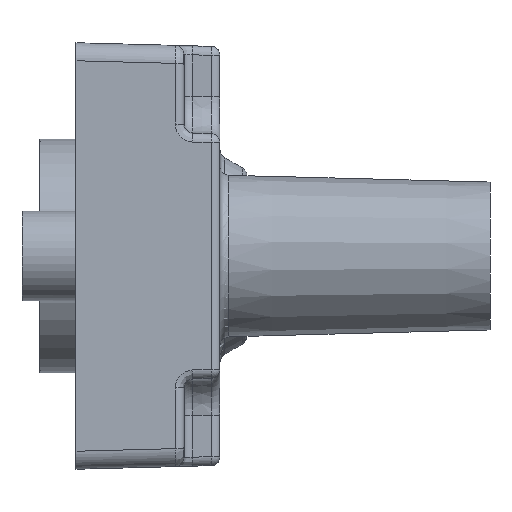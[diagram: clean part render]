
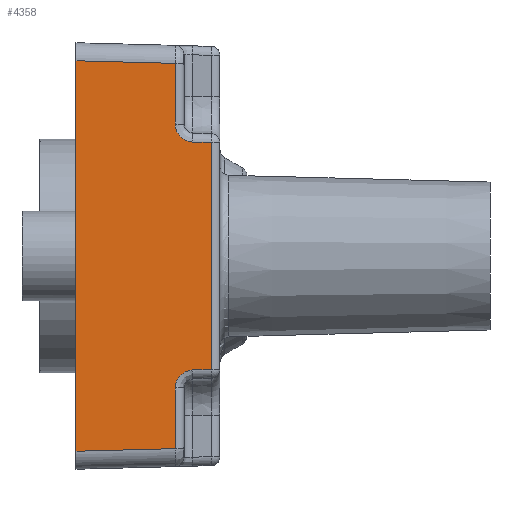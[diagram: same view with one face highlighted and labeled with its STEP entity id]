
A CAD part, left-side view. The second image highlights one B-rep face of the part: STEP entity #4358.
In plain terms, the highlighted planar face has unit normal (-1, -0.026, 0).
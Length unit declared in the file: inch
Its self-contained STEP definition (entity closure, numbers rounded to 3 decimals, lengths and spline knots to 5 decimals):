
#138=PLANE('',#4824);
#461=LINE('',#8326,#775);
#462=LINE('',#8331,#776);
#465=LINE('',#8338,#779);
#469=LINE('',#8343,#783);
#470=LINE('',#8347,#784);
#472=LINE('',#8402,#786);
#475=LINE('',#8409,#789);
#504=LINE('',#8477,#818);
#775=VECTOR('',#5862,39.37008);
#776=VECTOR('',#5867,39.37008);
#779=VECTOR('',#5874,39.37008);
#783=VECTOR('',#5880,39.37008);
#784=VECTOR('',#5885,39.37008);
#786=VECTOR('',#5891,39.37008);
#789=VECTOR('',#5900,39.37008);
#818=VECTOR('',#5977,39.37008);
#917=B_SPLINE_CURVE_WITH_KNOTS('',3,(#8315,#8316,#8317,#8318,#8319,#8320,
#8321,#8322,#8323,#8324),.UNSPECIFIED.,.F.,.F.,(4,2,2,2,4),(0.,0.25,0.5,
0.75,1.),.UNSPECIFIED.);
#918=B_SPLINE_CURVE_WITH_KNOTS('',3,(#8390,#8391,#8392,#8393,#8394,#8395,
#8396,#8397,#8398,#8399),.UNSPECIFIED.,.F.,.F.,(4,2,2,2,4),(0.,0.25,0.5,
0.75,1.),.UNSPECIFIED.);
#1123=FACE_OUTER_BOUND('',#1371,.T.);
#1371=EDGE_LOOP('',(#3718,#3719,#3720,#3721,#3722,#3723,#3724,#3725,#3726,
#3727));
#1678=VERTEX_POINT('',#6168);
#1681=VERTEX_POINT('',#6175);
#1962=VERTEX_POINT('',#7636);
#1972=VERTEX_POINT('',#7754);
#2011=VERTEX_POINT('',#8310);
#2012=VERTEX_POINT('',#8313);
#2013=VERTEX_POINT('',#8328);
#2016=VERTEX_POINT('',#8336);
#2017=VERTEX_POINT('',#8345);
#2018=VERTEX_POINT('',#8388);
#2561=EDGE_CURVE('',#2011,#2012,#917,.T.);
#2562=EDGE_CURVE('',#2012,#1962,#461,.T.);
#2564=EDGE_CURVE('',#1962,#2013,#462,.T.);
#2568=EDGE_CURVE('',#2013,#2016,#465,.T.);
#2572=EDGE_CURVE('',#2016,#1972,#469,.T.);
#2574=EDGE_CURVE('',#1972,#2017,#470,.T.);
#2576=EDGE_CURVE('',#2017,#2018,#918,.T.);
#2578=EDGE_CURVE('',#2018,#1681,#472,.T.);
#2582=EDGE_CURVE('',#1678,#2011,#475,.T.);
#2616=EDGE_CURVE('',#1678,#1681,#504,.T.);
#3718=ORIENTED_EDGE('',*,*,#2578,.T.);
#3719=ORIENTED_EDGE('',*,*,#2616,.F.);
#3720=ORIENTED_EDGE('',*,*,#2582,.T.);
#3721=ORIENTED_EDGE('',*,*,#2561,.T.);
#3722=ORIENTED_EDGE('',*,*,#2562,.T.);
#3723=ORIENTED_EDGE('',*,*,#2564,.T.);
#3724=ORIENTED_EDGE('',*,*,#2568,.T.);
#3725=ORIENTED_EDGE('',*,*,#2572,.T.);
#3726=ORIENTED_EDGE('',*,*,#2574,.T.);
#3727=ORIENTED_EDGE('',*,*,#2576,.T.);
#4358=ADVANCED_FACE('',(#1123),#138,.T.);
#4824=AXIS2_PLACEMENT_3D('',#8476,#5975,#5976);
#5862=DIRECTION('',(0.,0.,1.));
#5867=DIRECTION('',(-0.026,0.999,0.026));
#5874=DIRECTION('',(0.,0.,-1.));
#5880=DIRECTION('',(0.026,-0.999,0.026));
#5885=DIRECTION('',(0.,0.,1.));
#5891=DIRECTION('',(0.026,-0.999,0.026));
#5900=DIRECTION('',(-0.026,0.999,0.026));
#5975=DIRECTION('center_axis',(-1.,-0.026,0.));
#5976=DIRECTION('ref_axis',(0.026,-1.,0.));
#5977=DIRECTION('',(0.,0.,-1.));
#6168=CARTESIAN_POINT('',(-0.49798,-0.29579,0.24826));
#6175=CARTESIAN_POINT('',(-0.49798,-0.29579,-0.24826));
#7636=CARTESIAN_POINT('',(-0.50004,-0.21705,0.42131));
#7754=CARTESIAN_POINT('',(-0.50004,-0.21705,-0.42131));
#8310=CARTESIAN_POINT('',(-0.49903,-0.25539,0.24932));
#8313=CARTESIAN_POINT('',(-0.50004,-0.21705,0.28868));
#8315=CARTESIAN_POINT('Ctrl Pts',(-0.49903,-0.25539,
0.24932));
#8316=CARTESIAN_POINT('Ctrl Pts',(-0.49917,-0.25026,
0.24946));
#8317=CARTESIAN_POINT('Ctrl Pts',(-0.4993,-0.24534,
0.25056));
#8318=CARTESIAN_POINT('Ctrl Pts',(-0.49954,-0.23592,
0.25468));
#8319=CARTESIAN_POINT('Ctrl Pts',(-0.49965,-0.23174,
0.25758));
#8320=CARTESIAN_POINT('Ctrl Pts',(-0.49984,-0.22461,
0.26492));
#8321=CARTESIAN_POINT('Ctrl Pts',(-0.49991,-0.22183,
0.26921));
#8322=CARTESIAN_POINT('Ctrl Pts',(-0.50001,-0.21801,
0.27865));
#8323=CARTESIAN_POINT('Ctrl Pts',(-0.50004,-0.21706,
0.28357));
#8324=CARTESIAN_POINT('Ctrl Pts',(-0.50004,-0.21705,
0.28868));
#8326=CARTESIAN_POINT('',(-0.50004,-0.21705,-0.53158));
#8328=CARTESIAN_POINT('',(-0.50572,0.,0.427));
#8331=CARTESIAN_POINT('',(-0.50004,-0.21705,0.42131));
#8336=CARTESIAN_POINT('',(-0.50572,0.,-0.427));
#8338=CARTESIAN_POINT('',(-0.50572,0.,-0.53158));
#8343=CARTESIAN_POINT('',(-0.50572,0.,-0.427));
#8345=CARTESIAN_POINT('',(-0.50004,-0.21705,-0.28868));
#8347=CARTESIAN_POINT('',(-0.50004,-0.21705,-0.53158));
#8388=CARTESIAN_POINT('',(-0.49903,-0.25539,-0.24932));
#8390=CARTESIAN_POINT('Ctrl Pts',(-0.50004,-0.21705,
-0.28868));
#8391=CARTESIAN_POINT('Ctrl Pts',(-0.50004,-0.21706,
-0.28354));
#8392=CARTESIAN_POINT('Ctrl Pts',(-0.50001,-0.21803,
-0.27859));
#8393=CARTESIAN_POINT('Ctrl Pts',(-0.49991,-0.2219,
-0.26907));
#8394=CARTESIAN_POINT('Ctrl Pts',(-0.49984,-0.22469,
-0.26482));
#8395=CARTESIAN_POINT('Ctrl Pts',(-0.49965,-0.23184,
-0.2575));
#8396=CARTESIAN_POINT('Ctrl Pts',(-0.49954,-0.23606,
-0.25461));
#8397=CARTESIAN_POINT('Ctrl Pts',(-0.4993,-0.2454,-0.25055));
#8398=CARTESIAN_POINT('Ctrl Pts',(-0.49917,-0.25028,
-0.24946));
#8399=CARTESIAN_POINT('Ctrl Pts',(-0.49903,-0.25539,
-0.24932));
#8402=CARTESIAN_POINT('',(-0.49903,-0.25539,-0.24932));
#8409=CARTESIAN_POINT('',(-0.49798,-0.29579,0.24826));
#8476=CARTESIAN_POINT('Origin',(-0.50572,0.,-0.53158));
#8477=CARTESIAN_POINT('',(-0.49798,-0.29579,0.4317));
